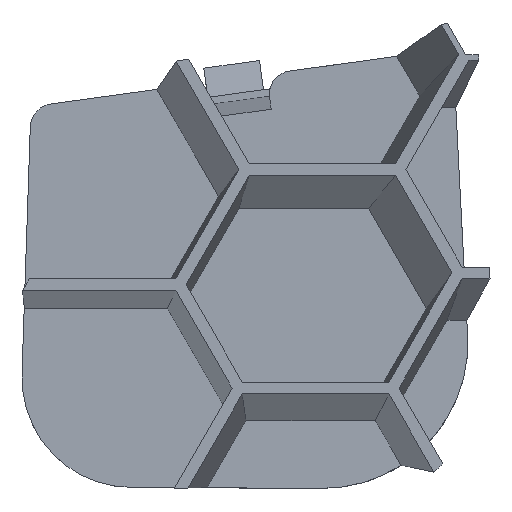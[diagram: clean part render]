
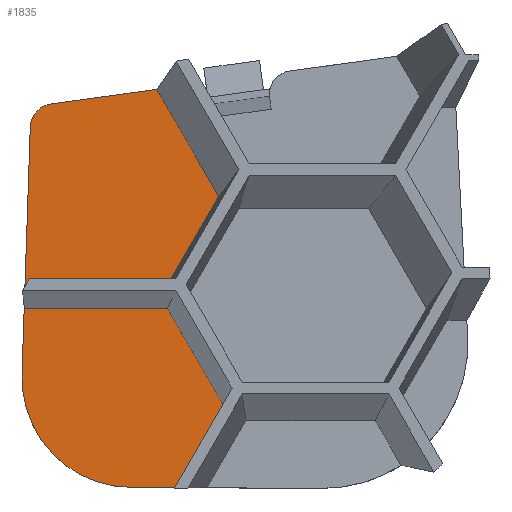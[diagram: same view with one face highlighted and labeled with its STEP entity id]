
A CAD part, top view. The second image highlights one B-rep face of the part: STEP entity #1835.
In plain terms, the highlighted planar face has unit normal (0, 0, 1).
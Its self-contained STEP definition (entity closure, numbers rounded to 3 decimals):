
#73=PLANE('',#1980);
#167=FACE_OUTER_BOUND('',#265,.T.);
#265=EDGE_LOOP('',(#1551,#1552,#1553,#1554,#1555,#1556,#1557,#1558,#1559,
#1560,#1561,#1562));
#352=LINE('',#2640,#580);
#453=LINE('',#2888,#681);
#454=LINE('',#2892,#682);
#455=LINE('',#2894,#683);
#456=LINE('',#2896,#684);
#457=LINE('',#2898,#685);
#458=LINE('',#2900,#686);
#459=LINE('',#2902,#687);
#460=LINE('',#2904,#688);
#461=LINE('',#2905,#689);
#580=VECTOR('',#2121,10.);
#681=VECTOR('',#2352,10.);
#682=VECTOR('',#2355,10.);
#683=VECTOR('',#2356,10.);
#684=VECTOR('',#2357,10.);
#685=VECTOR('',#2358,10.);
#686=VECTOR('',#2359,10.);
#687=VECTOR('',#2360,10.);
#688=VECTOR('',#2361,10.);
#689=VECTOR('',#2362,10.);
#786=CIRCLE('',#1941,2.);
#790=CIRCLE('',#1981,9.306);
#838=VERTEX_POINT('',#2637);
#839=VERTEX_POINT('',#2639);
#874=VERTEX_POINT('',#2727);
#921=VERTEX_POINT('',#2887);
#922=VERTEX_POINT('',#2889);
#923=VERTEX_POINT('',#2891);
#924=VERTEX_POINT('',#2893);
#925=VERTEX_POINT('',#2895);
#926=VERTEX_POINT('',#2897);
#927=VERTEX_POINT('',#2899);
#928=VERTEX_POINT('',#2901);
#929=VERTEX_POINT('',#2903);
#1024=EDGE_CURVE('',#838,#839,#352,.T.);
#1070=EDGE_CURVE('',#874,#838,#786,.T.);
#1146=EDGE_CURVE('',#874,#921,#453,.T.);
#1147=EDGE_CURVE('',#921,#922,#790,.T.);
#1148=EDGE_CURVE('',#922,#923,#454,.T.);
#1149=EDGE_CURVE('',#923,#924,#455,.T.);
#1150=EDGE_CURVE('',#924,#925,#456,.T.);
#1151=EDGE_CURVE('',#925,#926,#457,.T.);
#1152=EDGE_CURVE('',#927,#926,#458,.T.);
#1153=EDGE_CURVE('',#927,#928,#459,.T.);
#1154=EDGE_CURVE('',#928,#929,#460,.T.);
#1155=EDGE_CURVE('',#929,#839,#461,.T.);
#1551=ORIENTED_EDGE('',*,*,#1070,.F.);
#1552=ORIENTED_EDGE('',*,*,#1146,.T.);
#1553=ORIENTED_EDGE('',*,*,#1147,.T.);
#1554=ORIENTED_EDGE('',*,*,#1148,.T.);
#1555=ORIENTED_EDGE('',*,*,#1149,.T.);
#1556=ORIENTED_EDGE('',*,*,#1150,.T.);
#1557=ORIENTED_EDGE('',*,*,#1151,.T.);
#1558=ORIENTED_EDGE('',*,*,#1152,.F.);
#1559=ORIENTED_EDGE('',*,*,#1153,.T.);
#1560=ORIENTED_EDGE('',*,*,#1154,.T.);
#1561=ORIENTED_EDGE('',*,*,#1155,.T.);
#1562=ORIENTED_EDGE('',*,*,#1024,.F.);
#1835=ADVANCED_FACE('',(#167),#73,.T.);
#1941=AXIS2_PLACEMENT_3D('',#2729,#2200,#2201);
#1980=AXIS2_PLACEMENT_3D('',#2886,#2350,#2351);
#1981=AXIS2_PLACEMENT_3D('',#2890,#2353,#2354);
#2121=DIRECTION('',(0.991,0.137,0.));
#2200=DIRECTION('center_axis',(0.,0.,-1.));
#2201=DIRECTION('ref_axis',(-0.743,0.67,0.));
#2350=DIRECTION('center_axis',(0.,0.,1.));
#2351=DIRECTION('ref_axis',(1.,0.,0.));
#2352=DIRECTION('',(-0.034,-0.999,0.));
#2353=DIRECTION('center_axis',(0.,0.,1.));
#2354=DIRECTION('ref_axis',(-0.999,0.034,0.));
#2355=DIRECTION('',(1.,-0.005,0.));
#2356=DIRECTION('',(0.5,0.866,0.));
#2357=DIRECTION('',(-0.5,0.866,0.));
#2358=DIRECTION('',(-1.,0.,0.));
#2359=DIRECTION('',(-0.5,-0.866,0.));
#2360=DIRECTION('',(1.,0.,0.));
#2361=DIRECTION('',(0.5,0.866,0.));
#2362=DIRECTION('',(-0.5,0.866,0.));
#2637=CARTESIAN_POINT('',(10.736,45.825,0.));
#2639=CARTESIAN_POINT('',(19.729,47.065,0.));
#2640=CARTESIAN_POINT('',(9.067,45.594,0.));
#2727=CARTESIAN_POINT('',(9.011,43.91,0.));
#2729=CARTESIAN_POINT('Origin',(11.009,43.843,0.));
#2886=CARTESIAN_POINT('Origin',(27.19,31.892,0.));
#2887=CARTESIAN_POINT('',(8.307,22.962,0.));
#2888=CARTESIAN_POINT('',(9.067,45.594,0.));
#2889=CARTESIAN_POINT('',(17.559,13.344,0.));
#2890=CARTESIAN_POINT('Origin',(17.608,22.649,0.));
#2891=CARTESIAN_POINT('',(21.685,13.322,0.));
#2892=CARTESIAN_POINT('',(17.559,13.344,0.));
#2893=CARTESIAN_POINT('',(25.54,20.,0.));
#2894=CARTESIAN_POINT('',(22.22,14.25,0.));
#2895=CARTESIAN_POINT('',(20.632,28.5,0.));
#2896=CARTESIAN_POINT('',(24.169,22.375,0.));
#2897=CARTESIAN_POINT('',(8.508,28.5,0.));
#2898=CARTESIAN_POINT('',(18.034,28.5,0.));
#2899=CARTESIAN_POINT('',(9.663,30.5,0.));
#2900=CARTESIAN_POINT('',(9.085,29.5,0.));
#2901=CARTESIAN_POINT('',(20.632,30.5,0.));
#2902=CARTESIAN_POINT('',(12.184,30.5,0.));
#2903=CARTESIAN_POINT('',(24.963,38.,0.));
#2904=CARTESIAN_POINT('',(18.015,25.967,0.));
#2905=CARTESIAN_POINT('',(27.289,33.971,0.));
